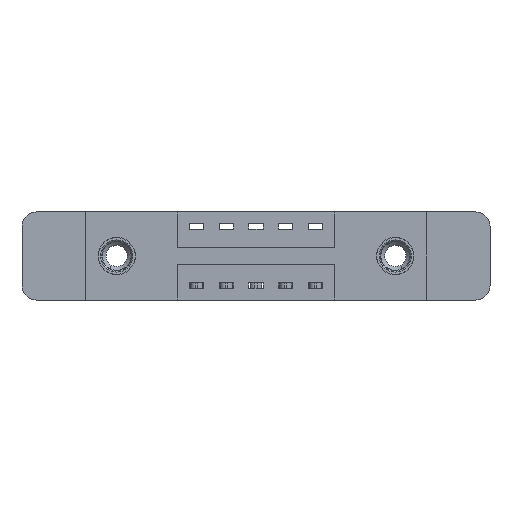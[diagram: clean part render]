
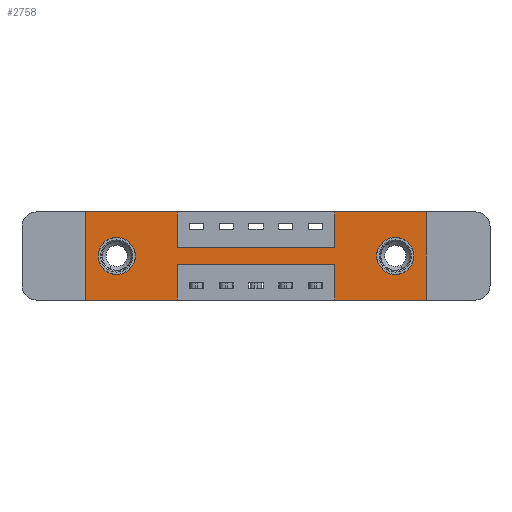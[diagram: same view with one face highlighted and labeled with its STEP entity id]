
A CAD part, front view. The second image highlights one B-rep face of the part: STEP entity #2758.
In plain terms, the highlighted planar face has unit normal (0, -1, 0).
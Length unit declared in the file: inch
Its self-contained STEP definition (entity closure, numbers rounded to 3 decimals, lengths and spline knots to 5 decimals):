
#31 = DIRECTION ( 'NONE',  ( 0., 0., 1. ) ) ;
#41 = VERTEX_POINT ( 'NONE', #10181 ) ;
#72 = VERTEX_POINT ( 'NONE', #858 ) ;
#205 = FACE_OUTER_BOUND ( 'NONE', #4019, .T. ) ;
#272 = EDGE_CURVE ( 'NONE', #3173, #2403, #4489, .T. ) ;
#340 = PLANE ( 'NONE',  #4622 ) ;
#478 = DIRECTION ( 'NONE',  ( 0., 0., -1. ) ) ;
#581 = LINE ( 'NONE', #3752, #685 ) ;
#655 = DIRECTION ( 'NONE',  ( 0., 0., -1. ) ) ;
#685 = VECTOR ( 'NONE', #10939, 39.37008 ) ;
#701 = VERTEX_POINT ( 'NONE', #10677 ) ;
#858 = CARTESIAN_POINT ( 'NONE',  ( 0., 0., -0.37 ) ) ;
#886 = CARTESIAN_POINT ( 'NONE',  ( 1.435, 0., 0. ) ) ;
#917 = CARTESIAN_POINT ( 'NONE',  ( 0.3875, 0., -0.15 ) ) ;
#965 = CIRCLE ( 'NONE', #10005, 0.078 ) ;
#994 = VERTEX_POINT ( 'NONE', #3880 ) ;
#1080 = DIRECTION ( 'NONE',  ( 0., 0., 1. ) ) ;
#1101 = AXIS2_PLACEMENT_3D ( 'NONE', #7084, #11282, #655 ) ;
#1145 = LINE ( 'NONE', #4294, #7577 ) ;
#1279 = VERTEX_POINT ( 'NONE', #886 ) ;
#1354 = LINE ( 'NONE', #8598, #4059 ) ;
#1668 = LINE ( 'NONE', #9255, #2807 ) ;
#1755 = CARTESIAN_POINT ( 'NONE',  ( 0., 0., -0.37 ) ) ;
#1977 = AXIS2_PLACEMENT_3D ( 'NONE', #11352, #11148, #4852 ) ;
#2006 = EDGE_CURVE ( 'NONE', #3124, #10291, #12508, .T. ) ;
#2012 = VECTOR ( 'NONE', #1080, 39.37008 ) ;
#2098 = EDGE_CURVE ( 'NONE', #11050, #13317, #8815, .T. ) ;
#2127 = EDGE_CURVE ( 'NONE', #5702, #41, #12327, .T. ) ;
#2131 = EDGE_CURVE ( 'NONE', #5404, #9315, #6112, .T. ) ;
#2204 = LINE ( 'NONE', #10619, #8115 ) ;
#2318 = EDGE_CURVE ( 'NONE', #13317, #11050, #13215, .T. ) ;
#2351 = ORIENTED_EDGE ( 'NONE', *, *, #2131, .F. ) ;
#2361 = ORIENTED_EDGE ( 'NONE', *, *, #8071, .F. ) ;
#2403 = VERTEX_POINT ( 'NONE', #2638 ) ;
#2420 = ORIENTED_EDGE ( 'NONE', *, *, #2127, .T. ) ;
#2638 = CARTESIAN_POINT ( 'NONE',  ( 0.3875, 0., 0. ) ) ;
#2644 = VECTOR ( 'NONE', #10182, 39.37008 ) ;
#2758 = ADVANCED_FACE ( 'NONE', ( #6789, #12902, #205 ), #340, .T. ) ;
#2807 = VECTOR ( 'NONE', #5811, 39.37008 ) ;
#3052 = VERTEX_POINT ( 'NONE', #4651 ) ;
#3124 = VERTEX_POINT ( 'NONE', #6688 ) ;
#3136 = DIRECTION ( 'NONE',  ( 0., 0., -1. ) ) ;
#3173 = VERTEX_POINT ( 'NONE', #7086 ) ;
#3400 = CARTESIAN_POINT ( 'NONE',  ( 1.0475, 0., 0. ) ) ;
#3752 = CARTESIAN_POINT ( 'NONE',  ( 0.3875, 0., -0.22 ) ) ;
#3880 = CARTESIAN_POINT ( 'NONE',  ( 0.3875, 0., -0.15 ) ) ;
#4019 = EDGE_LOOP ( 'NONE', ( #4249, #7536, #8360, #2351, #7401, #10720, #10560, #12495, #10370, #6965, #7519, #2361 ) ) ;
#4059 = VECTOR ( 'NONE', #7705, 39.37008 ) ;
#4060 = DIRECTION ( 'NONE',  ( 0., 0., 1. ) ) ;
#4249 = ORIENTED_EDGE ( 'NONE', *, *, #2006, .F. ) ;
#4294 = CARTESIAN_POINT ( 'NONE',  ( 1.435, 0., 0. ) ) ;
#4446 = LINE ( 'NONE', #8679, #13011 ) ;
#4489 = LINE ( 'NONE', #9623, #8499 ) ;
#4622 = AXIS2_PLACEMENT_3D ( 'NONE', #13043, #5727, #478 ) ;
#4651 = CARTESIAN_POINT ( 'NONE',  ( 1.0475, 0., -0.15 ) ) ;
#4678 = CARTESIAN_POINT ( 'NONE',  ( 1.0475, 0., 0. ) ) ;
#4701 = VECTOR ( 'NONE', #5121, 39.37008 ) ;
#4852 = DIRECTION ( 'NONE',  ( 0., 0., 1. ) ) ;
#5121 = DIRECTION ( 'NONE',  ( 1., 0., 0. ) ) ;
#5267 = DIRECTION ( 'NONE',  ( 0., 1., 0. ) ) ;
#5306 = EDGE_CURVE ( 'NONE', #1279, #5404, #1145, .T. ) ;
#5393 = EDGE_CURVE ( 'NONE', #41, #5702, #965, .T. ) ;
#5404 = VERTEX_POINT ( 'NONE', #12657 ) ;
#5414 = DIRECTION ( 'NONE',  ( 0., 0., -1. ) ) ;
#5542 = LINE ( 'NONE', #3400, #2012 ) ;
#5702 = VERTEX_POINT ( 'NONE', #10569 ) ;
#5727 = DIRECTION ( 'NONE',  ( 0., -1., 0. ) ) ;
#5811 = DIRECTION ( 'NONE',  ( 0., 0., 1. ) ) ;
#5821 = EDGE_CURVE ( 'NONE', #994, #3052, #13605, .T. ) ;
#6112 = LINE ( 'NONE', #1755, #9708 ) ;
#6123 = EDGE_CURVE ( 'NONE', #9315, #701, #2204, .T. ) ;
#6467 = DIRECTION ( 'NONE',  ( 0., 1., 0. ) ) ;
#6688 = CARTESIAN_POINT ( 'NONE',  ( 0.3875, 0., -0.22 ) ) ;
#6789 = FACE_BOUND ( 'NONE', #8805, .T. ) ;
#6965 = ORIENTED_EDGE ( 'NONE', *, *, #272, .F. ) ;
#7084 = CARTESIAN_POINT ( 'NONE',  ( 1.3025, 0., -0.185 ) ) ;
#7086 = CARTESIAN_POINT ( 'NONE',  ( 0., 0., 0. ) ) ;
#7304 = EDGE_CURVE ( 'NONE', #72, #3173, #1668, .T. ) ;
#7358 = CARTESIAN_POINT ( 'NONE',  ( 0.1325, 0., -0.185 ) ) ;
#7401 = ORIENTED_EDGE ( 'NONE', *, *, #5306, .F. ) ;
#7480 = EDGE_CURVE ( 'NONE', #9553, #1279, #11520, .T. ) ;
#7519 = ORIENTED_EDGE ( 'NONE', *, *, #7304, .F. ) ;
#7536 = ORIENTED_EDGE ( 'NONE', *, *, #8577, .F. ) ;
#7577 = VECTOR ( 'NONE', #5414, 39.37008 ) ;
#7676 = VECTOR ( 'NONE', #13591, 39.37008 ) ;
#7705 = DIRECTION ( 'NONE',  ( 0., 0., -1. ) ) ;
#8046 = CARTESIAN_POINT ( 'NONE',  ( 0.3875, 0., -0.37 ) ) ;
#8071 = EDGE_CURVE ( 'NONE', #10291, #72, #4446, .T. ) ;
#8115 = VECTOR ( 'NONE', #4060, 39.37008 ) ;
#8246 = DIRECTION ( 'NONE',  ( -1., 0., 0. ) ) ;
#8360 = ORIENTED_EDGE ( 'NONE', *, *, #6123, .F. ) ;
#8415 = CARTESIAN_POINT ( 'NONE',  ( 0.1325, 0., -0.107 ) ) ;
#8499 = VECTOR ( 'NONE', #10853, 39.37008 ) ;
#8577 = EDGE_CURVE ( 'NONE', #701, #3124, #581, .T. ) ;
#8598 = CARTESIAN_POINT ( 'NONE',  ( 0.3875, 0., 0. ) ) ;
#8679 = CARTESIAN_POINT ( 'NONE',  ( 0., 0., -0.37 ) ) ;
#8805 = EDGE_LOOP ( 'NONE', ( #9093, #2420 ) ) ;
#8815 = CIRCLE ( 'NONE', #1977, 0.078 ) ;
#8869 = ORIENTED_EDGE ( 'NONE', *, *, #2098, .T. ) ;
#9093 = ORIENTED_EDGE ( 'NONE', *, *, #5393, .T. ) ;
#9255 = CARTESIAN_POINT ( 'NONE',  ( 0., 0., 0. ) ) ;
#9315 = VERTEX_POINT ( 'NONE', #13526 ) ;
#9394 = CARTESIAN_POINT ( 'NONE',  ( 0., 0., 0. ) ) ;
#9553 = VERTEX_POINT ( 'NONE', #4678 ) ;
#9623 = CARTESIAN_POINT ( 'NONE',  ( 0., 0., 0. ) ) ;
#9708 = VECTOR ( 'NONE', #8246, 39.37008 ) ;
#9779 = EDGE_CURVE ( 'NONE', #2403, #994, #1354, .T. ) ;
#10005 = AXIS2_PLACEMENT_3D ( 'NONE', #12588, #6467, #3136 ) ;
#10181 = CARTESIAN_POINT ( 'NONE',  ( 1.3025, 0., -0.107 ) ) ;
#10182 = DIRECTION ( 'NONE',  ( 0., 0., -1. ) ) ;
#10291 = VERTEX_POINT ( 'NONE', #12155 ) ;
#10370 = ORIENTED_EDGE ( 'NONE', *, *, #9779, .F. ) ;
#10476 = EDGE_LOOP ( 'NONE', ( #8869, #11261 ) ) ;
#10560 = ORIENTED_EDGE ( 'NONE', *, *, #11406, .F. ) ;
#10569 = CARTESIAN_POINT ( 'NONE',  ( 1.3025, 0., -0.263 ) ) ;
#10619 = CARTESIAN_POINT ( 'NONE',  ( 1.0475, 0., -0.37 ) ) ;
#10677 = CARTESIAN_POINT ( 'NONE',  ( 1.0475, 0., -0.22 ) ) ;
#10720 = ORIENTED_EDGE ( 'NONE', *, *, #7480, .F. ) ;
#10787 = AXIS2_PLACEMENT_3D ( 'NONE', #7358, #5267, #31 ) ;
#10853 = DIRECTION ( 'NONE',  ( 1., 0., 0. ) ) ;
#10939 = DIRECTION ( 'NONE',  ( -1., 0., 0. ) ) ;
#11050 = VERTEX_POINT ( 'NONE', #8415 ) ;
#11148 = DIRECTION ( 'NONE',  ( 0., 1., 0. ) ) ;
#11261 = ORIENTED_EDGE ( 'NONE', *, *, #2318, .T. ) ;
#11282 = DIRECTION ( 'NONE',  ( 0., 1., 0. ) ) ;
#11352 = CARTESIAN_POINT ( 'NONE',  ( 0.1325, 0., -0.185 ) ) ;
#11406 = EDGE_CURVE ( 'NONE', #3052, #9553, #5542, .T. ) ;
#11520 = LINE ( 'NONE', #9394, #7676 ) ;
#11839 = DIRECTION ( 'NONE',  ( -1., 0., 0. ) ) ;
#12155 = CARTESIAN_POINT ( 'NONE',  ( 0.3875, 0., -0.37 ) ) ;
#12327 = CIRCLE ( 'NONE', #1101, 0.078 ) ;
#12495 = ORIENTED_EDGE ( 'NONE', *, *, #5821, .F. ) ;
#12508 = LINE ( 'NONE', #8046, #2644 ) ;
#12588 = CARTESIAN_POINT ( 'NONE',  ( 1.3025, 0., -0.185 ) ) ;
#12657 = CARTESIAN_POINT ( 'NONE',  ( 1.435, 0., -0.37 ) ) ;
#12822 = CARTESIAN_POINT ( 'NONE',  ( 0.1325, 0., -0.263 ) ) ;
#12902 = FACE_BOUND ( 'NONE', #10476, .T. ) ;
#13011 = VECTOR ( 'NONE', #11839, 39.37008 ) ;
#13043 = CARTESIAN_POINT ( 'NONE',  ( 0., 0., -0.37 ) ) ;
#13215 = CIRCLE ( 'NONE', #10787, 0.078 ) ;
#13317 = VERTEX_POINT ( 'NONE', #12822 ) ;
#13526 = CARTESIAN_POINT ( 'NONE',  ( 1.0475, 0., -0.37 ) ) ;
#13591 = DIRECTION ( 'NONE',  ( 1., 0., 0. ) ) ;
#13605 = LINE ( 'NONE', #917, #4701 ) ;
